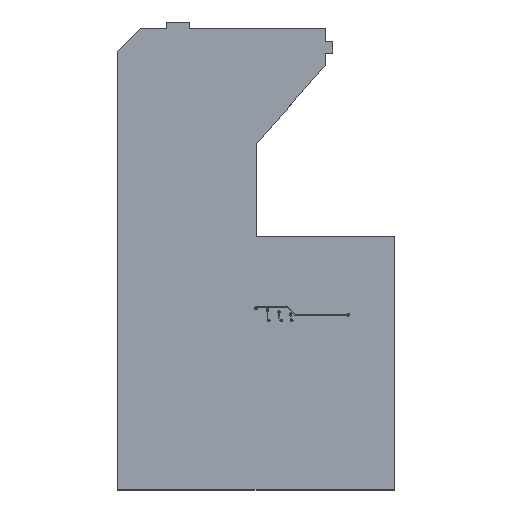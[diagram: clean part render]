
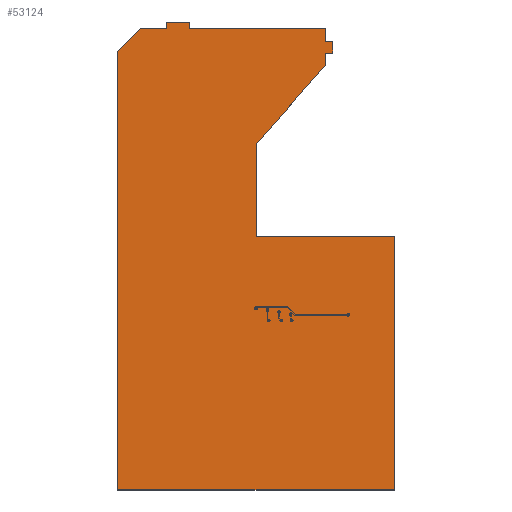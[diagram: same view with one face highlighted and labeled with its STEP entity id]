
A CAD part, top view. The second image highlights one B-rep face of the part: STEP entity #53124.
In plain terms, the highlighted planar face has unit normal (0, 0, 1).
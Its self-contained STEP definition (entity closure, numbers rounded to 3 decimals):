
#53124 = ADVANCED_FACE('',(#53125),#53263,.T.);
#53125 = FACE_BOUND('',#53126,.F.);
#53126 = EDGE_LOOP('',(#53127,#53137,#53145,#53153,#53161,#53169,#53177,
    #53185,#53193,#53201,#53209,#53217,#53225,#53233,#53241,#53249,
    #53257));
#53127 = ORIENTED_EDGE('',*,*,#53128,.T.);
#53128 = EDGE_CURVE('',#53129,#53131,#53133,.T.);
#53129 = VERTEX_POINT('',#53130);
#53130 = CARTESIAN_POINT('',(90.5,-75.,1.56));
#53131 = VERTEX_POINT('',#53132);
#53132 = CARTESIAN_POINT('',(90.5,-73.5,1.56));
#53133 = LINE('',#53134,#53135);
#53134 = CARTESIAN_POINT('',(90.5,-75.,1.56));
#53135 = VECTOR('',#53136,1.);
#53136 = DIRECTION('',(0.,1.,0.));
#53137 = ORIENTED_EDGE('',*,*,#53138,.T.);
#53138 = EDGE_CURVE('',#53131,#53139,#53141,.T.);
#53139 = VERTEX_POINT('',#53140);
#53140 = CARTESIAN_POINT('',(95.5,-73.5,1.56));
#53141 = LINE('',#53142,#53143);
#53142 = CARTESIAN_POINT('',(90.5,-73.5,1.56));
#53143 = VECTOR('',#53144,1.);
#53144 = DIRECTION('',(1.,0.,0.));
#53145 = ORIENTED_EDGE('',*,*,#53146,.T.);
#53146 = EDGE_CURVE('',#53139,#53147,#53149,.T.);
#53147 = VERTEX_POINT('',#53148);
#53148 = CARTESIAN_POINT('',(95.5,-75.,1.56));
#53149 = LINE('',#53150,#53151);
#53150 = CARTESIAN_POINT('',(95.5,-73.5,1.56));
#53151 = VECTOR('',#53152,1.);
#53152 = DIRECTION('',(0.,-1.,0.));
#53153 = ORIENTED_EDGE('',*,*,#53154,.T.);
#53154 = EDGE_CURVE('',#53147,#53155,#53157,.T.);
#53155 = VERTEX_POINT('',#53156);
#53156 = CARTESIAN_POINT('',(125.,-75.,1.56));
#53157 = LINE('',#53158,#53159);
#53158 = CARTESIAN_POINT('',(95.5,-75.,1.56));
#53159 = VECTOR('',#53160,1.);
#53160 = DIRECTION('',(1.,0.,0.));
#53161 = ORIENTED_EDGE('',*,*,#53162,.T.);
#53162 = EDGE_CURVE('',#53155,#53163,#53165,.T.);
#53163 = VERTEX_POINT('',#53164);
#53164 = CARTESIAN_POINT('',(125.,-77.75,1.56));
#53165 = LINE('',#53166,#53167);
#53166 = CARTESIAN_POINT('',(125.,-75.,1.56));
#53167 = VECTOR('',#53168,1.);
#53168 = DIRECTION('',(0.,-1.,0.));
#53169 = ORIENTED_EDGE('',*,*,#53170,.T.);
#53170 = EDGE_CURVE('',#53163,#53171,#53173,.T.);
#53171 = VERTEX_POINT('',#53172);
#53172 = CARTESIAN_POINT('',(126.6,-77.75,1.56));
#53173 = LINE('',#53174,#53175);
#53174 = CARTESIAN_POINT('',(125.,-77.75,1.56));
#53175 = VECTOR('',#53176,1.);
#53176 = DIRECTION('',(1.,0.,0.));
#53177 = ORIENTED_EDGE('',*,*,#53178,.T.);
#53178 = EDGE_CURVE('',#53171,#53179,#53181,.T.);
#53179 = VERTEX_POINT('',#53180);
#53180 = CARTESIAN_POINT('',(126.6,-80.25,1.56));
#53181 = LINE('',#53182,#53183);
#53182 = CARTESIAN_POINT('',(126.6,-77.75,1.56));
#53183 = VECTOR('',#53184,1.);
#53184 = DIRECTION('',(0.,-1.,0.));
#53185 = ORIENTED_EDGE('',*,*,#53186,.T.);
#53186 = EDGE_CURVE('',#53179,#53187,#53189,.T.);
#53187 = VERTEX_POINT('',#53188);
#53188 = CARTESIAN_POINT('',(125.,-80.25,1.56));
#53189 = LINE('',#53190,#53191);
#53190 = CARTESIAN_POINT('',(126.6,-80.25,1.56));
#53191 = VECTOR('',#53192,1.);
#53192 = DIRECTION('',(-1.,0.,0.));
#53193 = ORIENTED_EDGE('',*,*,#53194,.T.);
#53194 = EDGE_CURVE('',#53187,#53195,#53197,.T.);
#53195 = VERTEX_POINT('',#53196);
#53196 = CARTESIAN_POINT('',(125.,-83.,1.56));
#53197 = LINE('',#53198,#53199);
#53198 = CARTESIAN_POINT('',(125.,-80.25,1.56));
#53199 = VECTOR('',#53200,1.);
#53200 = DIRECTION('',(0.,-1.,0.));
#53201 = ORIENTED_EDGE('',*,*,#53202,.T.);
#53202 = EDGE_CURVE('',#53195,#53203,#53205,.T.);
#53203 = VERTEX_POINT('',#53204);
#53204 = CARTESIAN_POINT('',(110.,-100.,1.56));
#53205 = LINE('',#53206,#53207);
#53206 = CARTESIAN_POINT('',(125.,-83.,1.56));
#53207 = VECTOR('',#53208,1.);
#53208 = DIRECTION('',(-0.662,-0.75,0.));
#53209 = ORIENTED_EDGE('',*,*,#53210,.T.);
#53210 = EDGE_CURVE('',#53203,#53211,#53213,.T.);
#53211 = VERTEX_POINT('',#53212);
#53212 = CARTESIAN_POINT('',(110.,-120.,1.56));
#53213 = LINE('',#53214,#53215);
#53214 = CARTESIAN_POINT('',(110.,-100.,1.56));
#53215 = VECTOR('',#53216,1.);
#53216 = DIRECTION('',(0.,-1.,0.));
#53217 = ORIENTED_EDGE('',*,*,#53218,.T.);
#53218 = EDGE_CURVE('',#53211,#53219,#53221,.T.);
#53219 = VERTEX_POINT('',#53220);
#53220 = CARTESIAN_POINT('',(140.,-120.,1.56));
#53221 = LINE('',#53222,#53223);
#53222 = CARTESIAN_POINT('',(110.,-120.,1.56));
#53223 = VECTOR('',#53224,1.);
#53224 = DIRECTION('',(1.,0.,0.));
#53225 = ORIENTED_EDGE('',*,*,#53226,.T.);
#53226 = EDGE_CURVE('',#53219,#53227,#53229,.T.);
#53227 = VERTEX_POINT('',#53228);
#53228 = CARTESIAN_POINT('',(140.,-175.,1.56));
#53229 = LINE('',#53230,#53231);
#53230 = CARTESIAN_POINT('',(140.,-120.,1.56));
#53231 = VECTOR('',#53232,1.);
#53232 = DIRECTION('',(0.,-1.,0.));
#53233 = ORIENTED_EDGE('',*,*,#53234,.T.);
#53234 = EDGE_CURVE('',#53227,#53235,#53237,.T.);
#53235 = VERTEX_POINT('',#53236);
#53236 = CARTESIAN_POINT('',(80.,-175.,1.56));
#53237 = LINE('',#53238,#53239);
#53238 = CARTESIAN_POINT('',(140.,-175.,1.56));
#53239 = VECTOR('',#53240,1.);
#53240 = DIRECTION('',(-1.,0.,0.));
#53241 = ORIENTED_EDGE('',*,*,#53242,.T.);
#53242 = EDGE_CURVE('',#53235,#53243,#53245,.T.);
#53243 = VERTEX_POINT('',#53244);
#53244 = CARTESIAN_POINT('',(80.,-80.,1.56));
#53245 = LINE('',#53246,#53247);
#53246 = CARTESIAN_POINT('',(80.,-175.,1.56));
#53247 = VECTOR('',#53248,1.);
#53248 = DIRECTION('',(0.,1.,0.));
#53249 = ORIENTED_EDGE('',*,*,#53250,.T.);
#53250 = EDGE_CURVE('',#53243,#53251,#53253,.T.);
#53251 = VERTEX_POINT('',#53252);
#53252 = CARTESIAN_POINT('',(85.,-75.,1.56));
#53253 = LINE('',#53254,#53255);
#53254 = CARTESIAN_POINT('',(80.,-80.,1.56));
#53255 = VECTOR('',#53256,1.);
#53256 = DIRECTION('',(0.707,0.707,0.));
#53257 = ORIENTED_EDGE('',*,*,#53258,.T.);
#53258 = EDGE_CURVE('',#53251,#53129,#53259,.T.);
#53259 = LINE('',#53260,#53261);
#53260 = CARTESIAN_POINT('',(85.,-75.,1.56));
#53261 = VECTOR('',#53262,1.);
#53262 = DIRECTION('',(1.,0.,0.));
#53263 = PLANE('',#53264);
#53264 = AXIS2_PLACEMENT_3D('',#53265,#53266,#53267);
#53265 = CARTESIAN_POINT('',(0.,0.,1.56));
#53266 = DIRECTION('',(0.,0.,1.));
#53267 = DIRECTION('',(1.,0.,-0.));
